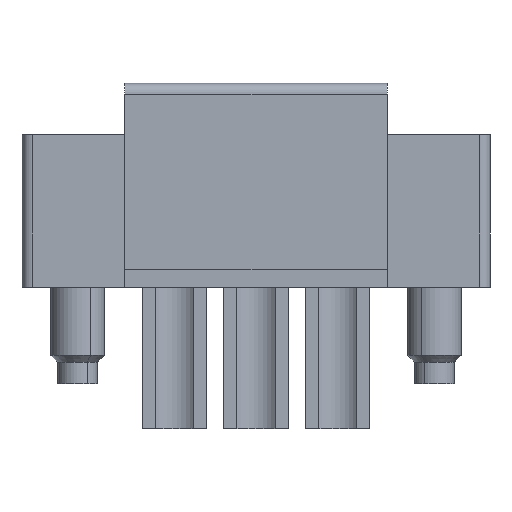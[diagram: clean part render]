
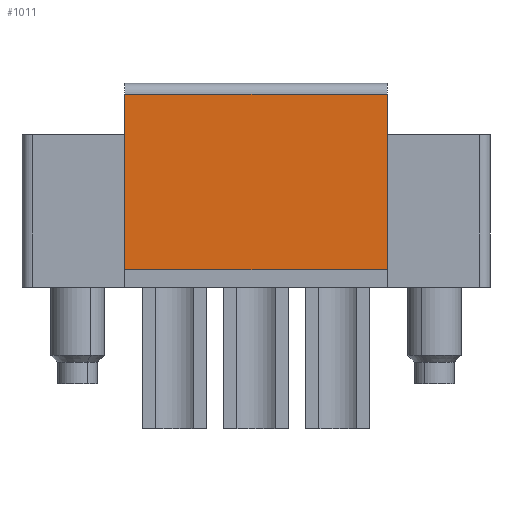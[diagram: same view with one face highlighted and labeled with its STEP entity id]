
A CAD part, front view. The second image highlights one B-rep face of the part: STEP entity #1011.
In plain terms, the highlighted planar face has unit normal (0, -1, 0).
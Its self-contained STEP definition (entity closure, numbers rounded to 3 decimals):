
#975=AXIS2_PLACEMENT_3D('Plane Axis2P3D',#972,#973,#974) ;
#972=CARTESIAN_POINT('Axis2P3D Location',(4.8,0.,6.6)) ;
#977=CARTESIAN_POINT('Line Origine',(4.8,0.,11.5)) ;
#981=CARTESIAN_POINT('Vertex',(4.8,0.,7.4)) ;
#983=CARTESIAN_POINT('Vertex',(4.8,0.,15.6)) ;
#986=CARTESIAN_POINT('Line Origine',(10.91,0.,7.4)) ;
#990=CARTESIAN_POINT('Vertex',(17.02,0.,7.4)) ;
#993=CARTESIAN_POINT('Line Origine',(17.02,0.,11.5)) ;
#997=CARTESIAN_POINT('Vertex',(17.02,0.,15.6)) ;
#1000=CARTESIAN_POINT('Line Origine',(10.91,0.,15.6)) ;
#973=DIRECTION('Axis2P3D Direction',(0.,1.,0.)) ;
#974=DIRECTION('Axis2P3D XDirection',(0.,0.,1.)) ;
#978=DIRECTION('Vector Direction',(0.,0.,1.)) ;
#987=DIRECTION('Vector Direction',(1.,0.,0.)) ;
#994=DIRECTION('Vector Direction',(0.,0.,1.)) ;
#1001=DIRECTION('Vector Direction',(1.,0.,0.)) ;
#979=VECTOR('Line Direction',#978,1.) ;
#988=VECTOR('Line Direction',#987,1.) ;
#995=VECTOR('Line Direction',#994,1.) ;
#1002=VECTOR('Line Direction',#1001,1.) ;
#1006=ORIENTED_EDGE('',*,*,#985,.F.) ;
#1007=ORIENTED_EDGE('',*,*,#992,.T.) ;
#1008=ORIENTED_EDGE('',*,*,#999,.T.) ;
#1009=ORIENTED_EDGE('',*,*,#1004,.F.) ;
#1011=ADVANCED_FACE('HOUSING',(#1010),#976,.F.) ;
#985=EDGE_CURVE('',#982,#984,#980,.T.) ;
#992=EDGE_CURVE('',#982,#991,#989,.T.) ;
#999=EDGE_CURVE('',#991,#998,#996,.T.) ;
#1004=EDGE_CURVE('',#984,#998,#1003,.T.) ;
#1005=EDGE_LOOP('',(#1006,#1007,#1008,#1009)) ;
#1010=FACE_OUTER_BOUND('',#1005,.T.) ;
#980=LINE('Line',#977,#979) ;
#989=LINE('Line',#986,#988) ;
#996=LINE('Line',#993,#995) ;
#1003=LINE('Line',#1000,#1002) ;
#976=PLANE('',#975) ;
#982=VERTEX_POINT('',#981) ;
#984=VERTEX_POINT('',#983) ;
#991=VERTEX_POINT('',#990) ;
#998=VERTEX_POINT('',#997) ;
